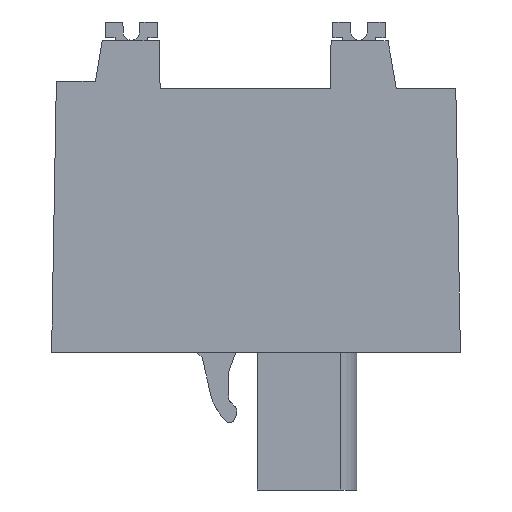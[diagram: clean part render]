
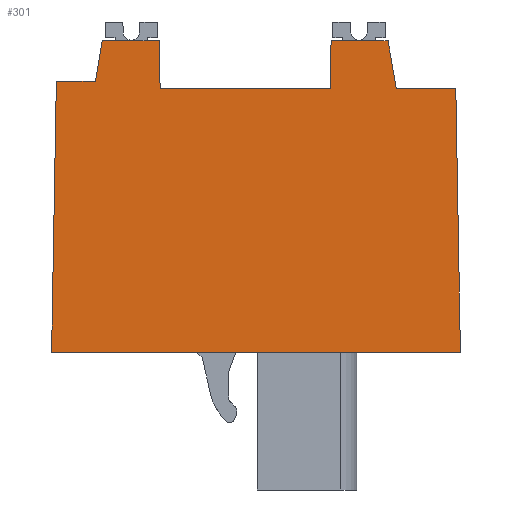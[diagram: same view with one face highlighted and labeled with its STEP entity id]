
A CAD part, left-side view. The second image highlights one B-rep face of the part: STEP entity #301.
In plain terms, the highlighted planar face has unit normal (-1, 0, 0).
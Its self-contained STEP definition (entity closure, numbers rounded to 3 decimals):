
#217=AXIS2_PLACEMENT_3D('Plane Axis2P3D',#214,#215,#216) ;
#40=CARTESIAN_POINT('Vertex',(0.,21.679,27.192)) ;
#45=CARTESIAN_POINT('Line Origine',(0.,19.954,27.192)) ;
#49=CARTESIAN_POINT('Vertex',(0.,18.23,27.192)) ;
#159=CARTESIAN_POINT('Vertex',(0.,22.101,24.742)) ;
#162=CARTESIAN_POINT('Line Origine',(0.,21.89,25.967)) ;
#214=CARTESIAN_POINT('Axis2P3D Location',(0.,0.,0.)) ;
#219=CARTESIAN_POINT('Line Origine',(0.,18.204,25.742)) ;
#223=CARTESIAN_POINT('Vertex',(0.,18.179,24.292)) ;
#226=CARTESIAN_POINT('Line Origine',(0.,23.281,24.742)) ;
#230=CARTESIAN_POINT('Vertex',(0.,24.461,24.742)) ;
#233=CARTESIAN_POINT('Line Origine',(0.,24.604,16.546)) ;
#237=CARTESIAN_POINT('Vertex',(0.,24.747,8.35)) ;
#240=CARTESIAN_POINT('Line Origine',(0.,12.373,8.35)) ;
#244=CARTESIAN_POINT('Vertex',(0.,0.,8.35)) ;
#247=CARTESIAN_POINT('Line Origine',(0.,0.139,16.321)) ;
#251=CARTESIAN_POINT('Vertex',(0.,0.278,24.292)) ;
#254=CARTESIAN_POINT('Line Origine',(0.,2.079,24.292)) ;
#258=CARTESIAN_POINT('Vertex',(0.,3.879,24.292)) ;
#261=CARTESIAN_POINT('Line Origine',(0.,4.129,25.742)) ;
#265=CARTESIAN_POINT('Vertex',(0.,4.379,27.192)) ;
#268=CARTESIAN_POINT('Line Origine',(0.,6.104,27.192)) ;
#272=CARTESIAN_POINT('Vertex',(0.,7.828,27.192)) ;
#275=CARTESIAN_POINT('Line Origine',(0.,7.854,25.742)) ;
#279=CARTESIAN_POINT('Vertex',(0.,7.879,24.292)) ;
#282=CARTESIAN_POINT('Line Origine',(0.,13.029,24.292)) ;
#46=DIRECTION('Vector Direction',(0.,-1.,0.)) ;
#163=DIRECTION('Vector Direction',(0.,-0.17,0.985)) ;
#215=DIRECTION('Axis2P3D Direction',(-1.,0.,0.)) ;
#216=DIRECTION('Axis2P3D XDirection',(0.,0.,1.)) ;
#220=DIRECTION('Vector Direction',(0.,-0.017,-1.)) ;
#227=DIRECTION('Vector Direction',(0.,-1.,0.)) ;
#234=DIRECTION('Vector Direction',(0.,0.017,-1.)) ;
#241=DIRECTION('Vector Direction',(0.,-1.,0.)) ;
#248=DIRECTION('Vector Direction',(0.,0.017,1.)) ;
#255=DIRECTION('Vector Direction',(0.,-1.,0.)) ;
#262=DIRECTION('Vector Direction',(0.,-0.17,-0.985)) ;
#269=DIRECTION('Vector Direction',(0.,-1.,0.)) ;
#276=DIRECTION('Vector Direction',(0.,-0.017,1.)) ;
#283=DIRECTION('Vector Direction',(0.,-1.,0.)) ;
#47=VECTOR('Line Direction',#46,1.) ;
#164=VECTOR('Line Direction',#163,1.) ;
#221=VECTOR('Line Direction',#220,1.) ;
#228=VECTOR('Line Direction',#227,1.) ;
#235=VECTOR('Line Direction',#234,1.) ;
#242=VECTOR('Line Direction',#241,1.) ;
#249=VECTOR('Line Direction',#248,1.) ;
#256=VECTOR('Line Direction',#255,1.) ;
#263=VECTOR('Line Direction',#262,1.) ;
#270=VECTOR('Line Direction',#269,1.) ;
#277=VECTOR('Line Direction',#276,1.) ;
#284=VECTOR('Line Direction',#283,1.) ;
#288=ORIENTED_EDGE('',*,*,#225,.T.) ;
#289=ORIENTED_EDGE('',*,*,#51,.T.) ;
#290=ORIENTED_EDGE('',*,*,#166,.T.) ;
#291=ORIENTED_EDGE('',*,*,#232,.T.) ;
#292=ORIENTED_EDGE('',*,*,#239,.T.) ;
#293=ORIENTED_EDGE('',*,*,#246,.T.) ;
#294=ORIENTED_EDGE('',*,*,#253,.T.) ;
#295=ORIENTED_EDGE('',*,*,#260,.T.) ;
#296=ORIENTED_EDGE('',*,*,#267,.T.) ;
#297=ORIENTED_EDGE('',*,*,#274,.T.) ;
#298=ORIENTED_EDGE('',*,*,#281,.T.) ;
#299=ORIENTED_EDGE('',*,*,#286,.T.) ;
#301=ADVANCED_FACE('HOUSING',(#300),#218,.T.) ;
#51=EDGE_CURVE('',#50,#41,#48,.F.) ;
#166=EDGE_CURVE('',#41,#160,#165,.F.) ;
#225=EDGE_CURVE('',#224,#50,#222,.F.) ;
#232=EDGE_CURVE('',#160,#231,#229,.F.) ;
#239=EDGE_CURVE('',#231,#238,#236,.T.) ;
#246=EDGE_CURVE('',#238,#245,#243,.T.) ;
#253=EDGE_CURVE('',#245,#252,#250,.T.) ;
#260=EDGE_CURVE('',#252,#259,#257,.F.) ;
#267=EDGE_CURVE('',#259,#266,#264,.F.) ;
#274=EDGE_CURVE('',#266,#273,#271,.F.) ;
#281=EDGE_CURVE('',#273,#280,#278,.F.) ;
#286=EDGE_CURVE('',#280,#224,#285,.F.) ;
#287=EDGE_LOOP('',(#288,#289,#290,#291,#292,#293,#294,#295,#296,#297,#298,#299)) ;
#300=FACE_OUTER_BOUND('',#287,.T.) ;
#48=LINE('Line',#45,#47) ;
#165=LINE('Line',#162,#164) ;
#222=LINE('Line',#219,#221) ;
#229=LINE('Line',#226,#228) ;
#236=LINE('Line',#233,#235) ;
#243=LINE('Line',#240,#242) ;
#250=LINE('Line',#247,#249) ;
#257=LINE('Line',#254,#256) ;
#264=LINE('Line',#261,#263) ;
#271=LINE('Line',#268,#270) ;
#278=LINE('Line',#275,#277) ;
#285=LINE('Line',#282,#284) ;
#218=PLANE('',#217) ;
#41=VERTEX_POINT('',#40) ;
#50=VERTEX_POINT('',#49) ;
#160=VERTEX_POINT('',#159) ;
#224=VERTEX_POINT('',#223) ;
#231=VERTEX_POINT('',#230) ;
#238=VERTEX_POINT('',#237) ;
#245=VERTEX_POINT('',#244) ;
#252=VERTEX_POINT('',#251) ;
#259=VERTEX_POINT('',#258) ;
#266=VERTEX_POINT('',#265) ;
#273=VERTEX_POINT('',#272) ;
#280=VERTEX_POINT('',#279) ;
